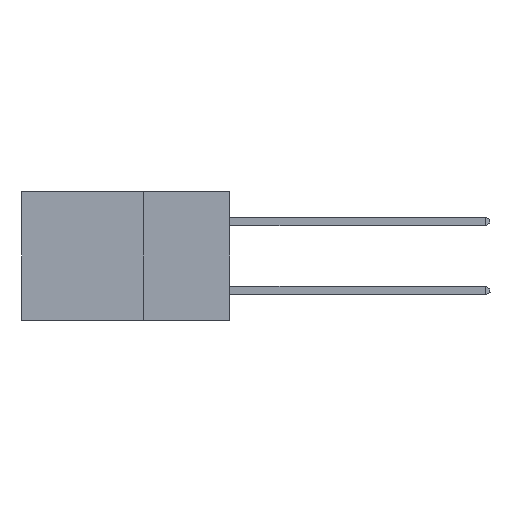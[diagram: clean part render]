
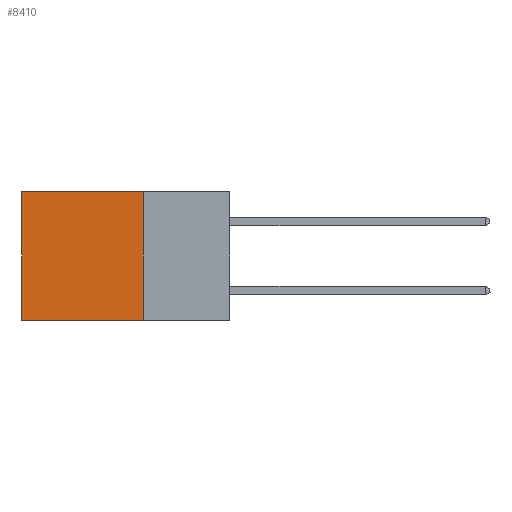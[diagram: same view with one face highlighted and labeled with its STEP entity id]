
A CAD part, left-side view. The second image highlights one B-rep face of the part: STEP entity #8410.
In plain terms, the highlighted planar face has unit normal (-1, 0, 0).
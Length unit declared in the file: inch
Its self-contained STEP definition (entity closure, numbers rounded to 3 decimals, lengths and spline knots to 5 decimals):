
#639 = CARTESIAN_POINT ( 'NONE',  ( 0.298, 0.6, 0. ) ) ;
#1170 = DIRECTION ( 'NONE',  ( 0., 1., 0. ) ) ;
#1472 = DIRECTION ( 'NONE',  ( 0., 0., -1. ) ) ;
#1889 = CARTESIAN_POINT ( 'NONE',  ( 0.298, 0.25, -0.37 ) ) ;
#2079 = LINE ( 'NONE', #639, #26520 ) ;
#2739 = EDGE_CURVE ( 'NONE', #14874, #26270, #3945, .T. ) ;
#3466 = CARTESIAN_POINT ( 'NONE',  ( 0.298, 0.6, -0.37 ) ) ;
#3730 = DIRECTION ( 'NONE',  ( 0., 1., 0. ) ) ;
#3945 = LINE ( 'NONE', #25504, #15664 ) ;
#4109 = ORIENTED_EDGE ( 'NONE', *, *, #25527, .T. ) ;
#5093 = CARTESIAN_POINT ( 'NONE',  ( 0.298, 0.6, 0. ) ) ;
#8410 = ADVANCED_FACE ( 'NONE', ( #13930 ), #13230, .F. ) ;
#12788 = ORIENTED_EDGE ( 'NONE', *, *, #15823, .T. ) ;
#13230 = PLANE ( 'NONE',  #18404 ) ;
#13504 = LINE ( 'NONE', #19951, #18827 ) ;
#13930 = FACE_OUTER_BOUND ( 'NONE', #23397, .T. ) ;
#14874 = VERTEX_POINT ( 'NONE', #1889 ) ;
#15541 = DIRECTION ( 'NONE',  ( 1., 0., 0. ) ) ;
#15664 = VECTOR ( 'NONE', #1170, 39.37008 ) ;
#15823 = EDGE_CURVE ( 'NONE', #18409, #24170, #13504, .T. ) ;
#16379 = LINE ( 'NONE', #27234, #27585 ) ;
#17058 = DIRECTION ( 'NONE',  ( 0., 0., -1. ) ) ;
#18404 = AXIS2_PLACEMENT_3D ( 'NONE', #19989, #15541, #1472 ) ;
#18409 = VERTEX_POINT ( 'NONE', #22102 ) ;
#18827 = VECTOR ( 'NONE', #3730, 39.37008 ) ;
#19951 = CARTESIAN_POINT ( 'NONE',  ( 0.298, 0.25, 0. ) ) ;
#19989 = CARTESIAN_POINT ( 'NONE',  ( 0.298, 0.25, 0. ) ) ;
#20536 = DIRECTION ( 'NONE',  ( 0., 0., -1. ) ) ;
#21355 = ORIENTED_EDGE ( 'NONE', *, *, #2739, .F. ) ;
#22102 = CARTESIAN_POINT ( 'NONE',  ( 0.298, 0.25, 0. ) ) ;
#22964 = ORIENTED_EDGE ( 'NONE', *, *, #25263, .F. ) ;
#23397 = EDGE_LOOP ( 'NONE', ( #4109, #21355, #22964, #12788 ) ) ;
#24170 = VERTEX_POINT ( 'NONE', #5093 ) ;
#25263 = EDGE_CURVE ( 'NONE', #18409, #14874, #16379, .T. ) ;
#25504 = CARTESIAN_POINT ( 'NONE',  ( 0.298, 0.25, -0.37 ) ) ;
#25527 = EDGE_CURVE ( 'NONE', #24170, #26270, #2079, .T. ) ;
#26270 = VERTEX_POINT ( 'NONE', #3466 ) ;
#26520 = VECTOR ( 'NONE', #17058, 39.37008 ) ;
#27234 = CARTESIAN_POINT ( 'NONE',  ( 0.298, 0.25, 0. ) ) ;
#27585 = VECTOR ( 'NONE', #20536, 39.37008 ) ;
